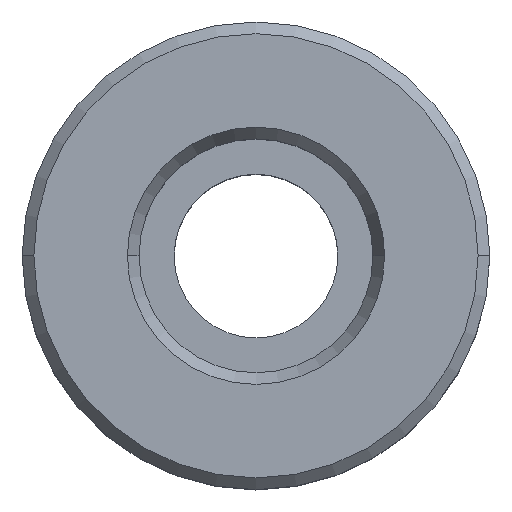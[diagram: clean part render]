
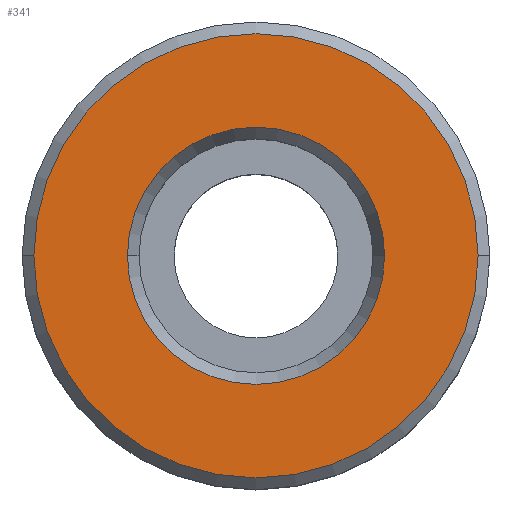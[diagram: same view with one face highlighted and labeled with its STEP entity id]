
A CAD part, top view. The second image highlights one B-rep face of the part: STEP entity #341.
In plain terms, the highlighted planar face has unit normal (0, 0, 1).
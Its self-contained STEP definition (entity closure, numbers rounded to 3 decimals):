
#40 = ORIENTED_EDGE ( 'NONE', *, *, #194, .T. ) ;
#45 = FACE_BOUND ( 'NONE', #372, .T. ) ;
#53 = DIRECTION ( 'NONE',  ( 0., 0., 1. ) ) ;
#64 = ORIENTED_EDGE ( 'NONE', *, *, #551, .F. ) ;
#66 = CARTESIAN_POINT ( 'NONE',  ( -19., 0., 20. ) ) ;
#93 = CARTESIAN_POINT ( 'NONE',  ( -11., 0., 20. ) ) ;
#108 = FACE_OUTER_BOUND ( 'NONE', #273, .T. ) ;
#155 = AXIS2_PLACEMENT_3D ( 'NONE', #536, #193, #574 ) ;
#160 = DIRECTION ( 'NONE',  ( 0., 0., -1. ) ) ;
#166 = CIRCLE ( 'NONE', #155, 19. ) ;
#167 = CIRCLE ( 'NONE', #334, 11. ) ;
#171 = ORIENTED_EDGE ( 'NONE', *, *, #301, .F. ) ;
#193 = DIRECTION ( 'NONE',  ( 0., 0., 1. ) ) ;
#194 = EDGE_CURVE ( 'NONE', #384, #618, #166, .T. ) ;
#211 = DIRECTION ( 'NONE',  ( 1., 0., 0. ) ) ;
#263 = CARTESIAN_POINT ( 'NONE',  ( 11., 0., 20. ) ) ;
#265 = CIRCLE ( 'NONE', #288, 11. ) ;
#270 = DIRECTION ( 'NONE',  ( 1., 0., 0. ) ) ;
#273 = EDGE_LOOP ( 'NONE', ( #596, #40 ) ) ;
#275 = CIRCLE ( 'NONE', #561, 19. ) ;
#288 = AXIS2_PLACEMENT_3D ( 'NONE', #352, #53, #211 ) ;
#293 = VERTEX_POINT ( 'NONE', #93 ) ;
#301 = EDGE_CURVE ( 'NONE', #293, #309, #265, .T. ) ;
#309 = VERTEX_POINT ( 'NONE', #263 ) ;
#334 = AXIS2_PLACEMENT_3D ( 'NONE', #558, #462, #270 ) ;
#341 = ADVANCED_FACE ( 'NONE', ( #108, #45 ), #489, .F. ) ;
#352 = CARTESIAN_POINT ( 'NONE',  ( 0., 0., 20. ) ) ;
#361 = DIRECTION ( 'NONE',  ( -1., 0., 0. ) ) ;
#372 = EDGE_LOOP ( 'NONE', ( #64, #171 ) ) ;
#384 = VERTEX_POINT ( 'NONE', #457 ) ;
#436 = CARTESIAN_POINT ( 'NONE',  ( 0., 0., 20. ) ) ;
#457 = CARTESIAN_POINT ( 'NONE',  ( 19., 0., 20. ) ) ;
#462 = DIRECTION ( 'NONE',  ( 0., 0., 1. ) ) ;
#474 = EDGE_CURVE ( 'NONE', #618, #384, #275, .T. ) ;
#489 = PLANE ( 'NONE',  #495 ) ;
#495 = AXIS2_PLACEMENT_3D ( 'NONE', #654, #160, #361 ) ;
#536 = CARTESIAN_POINT ( 'NONE',  ( 0., 0., 20. ) ) ;
#551 = EDGE_CURVE ( 'NONE', #309, #293, #167, .T. ) ;
#553 = DIRECTION ( 'NONE',  ( -1., 0., 0. ) ) ;
#558 = CARTESIAN_POINT ( 'NONE',  ( 0., 0., 20. ) ) ;
#561 = AXIS2_PLACEMENT_3D ( 'NONE', #436, #656, #553 ) ;
#574 = DIRECTION ( 'NONE',  ( -1., 0., 0. ) ) ;
#596 = ORIENTED_EDGE ( 'NONE', *, *, #474, .T. ) ;
#618 = VERTEX_POINT ( 'NONE', #66 ) ;
#654 = CARTESIAN_POINT ( 'NONE',  ( 20., 0., 20. ) ) ;
#656 = DIRECTION ( 'NONE',  ( 0., 0., 1. ) ) ;
